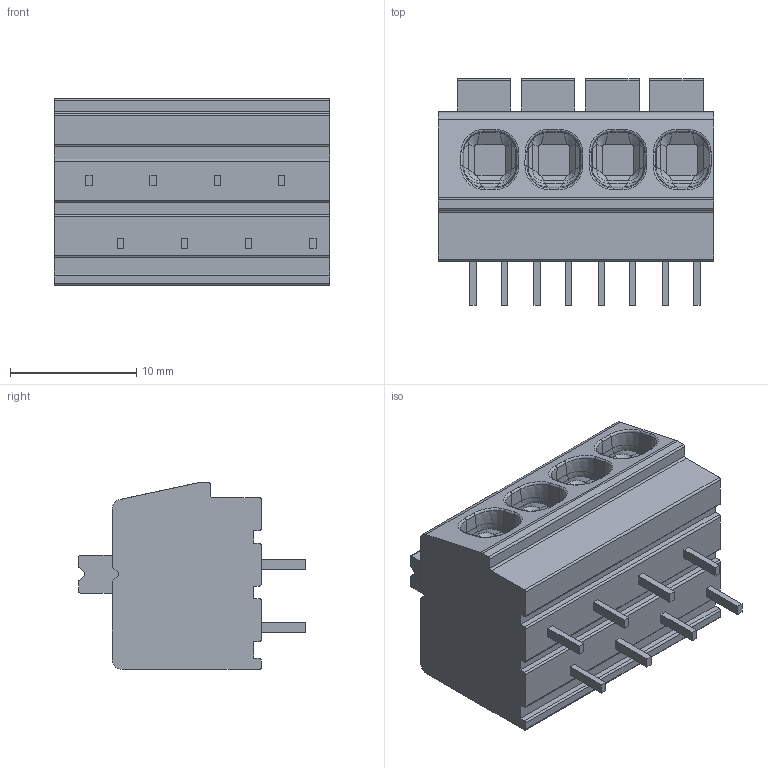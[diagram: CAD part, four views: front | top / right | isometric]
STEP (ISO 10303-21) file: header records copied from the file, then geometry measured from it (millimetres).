
FILE_DESCRIPTION((''),'2;1');
FILE_NAME('C-1986712-4','2019-10-17T07:47:55',('workeradm'),('TE Connectivity Ltd.'),'CREO PARAMETRIC BY PTC INC, 2019030','CREO PARAMETRIC BY PTC INC, 2019030','');
FILE_SCHEMA(('AUTOMOTIVE_DESIGN { 1 0 10303 214 1 1 1 1 }'));
Length unit declared in the file: millimetre
Products named in the file (1): C-1986712-4
Bounding box: 21.82 x 17.95 x 14.8 mm (x, y, z)
Volume: 3483.1 mm3; surface area: 1919.3 mm2
Topology: 1 solids, 1 shells, 360 faces, 922 edges, 580 vertices
Faces by surface type: plane 176, bspline 96, cylinder 88
Entity records: 18651 total; most frequent: CARTESIAN_POINT 9953, ORIENTED_EDGE 1844, DIRECTION 1566, EDGE_CURVE 922, VERTEX_POINT 580, VECTOR 578, LINE 578, AXIS2_PLACEMENT_3D 494
